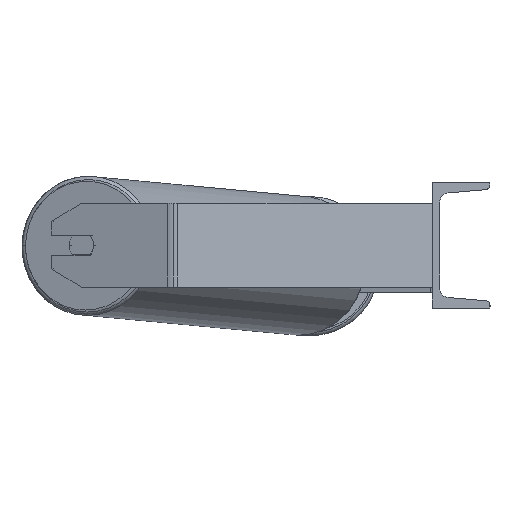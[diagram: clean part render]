
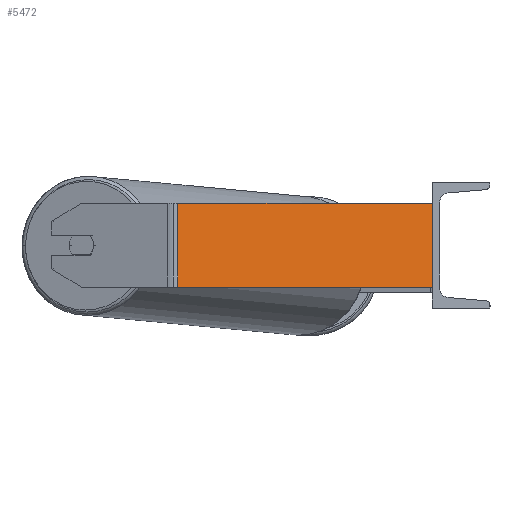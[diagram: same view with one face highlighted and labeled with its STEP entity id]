
A CAD part, left-side view. The second image highlights one B-rep face of the part: STEP entity #5472.
In plain terms, the highlighted planar face has unit normal (-0.966, -0.259, 0).
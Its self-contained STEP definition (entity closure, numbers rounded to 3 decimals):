
#285 = DIRECTION ( 'NONE',  ( 0., 0., -1. ) ) ;
#301 = DIRECTION ( 'NONE',  ( 0.966, 0.259, 0. ) ) ;
#490 = EDGE_CURVE ( 'NONE', #772, #1027, #8768, .T. ) ;
#772 = VERTEX_POINT ( 'NONE', #6144 ) ;
#802 = LINE ( 'NONE', #6436, #4785 ) ;
#1025 = LINE ( 'NONE', #8775, #2744 ) ;
#1027 = VERTEX_POINT ( 'NONE', #7201 ) ;
#1056 = DIRECTION ( 'NONE',  ( 0.259, -0.966, 0. ) ) ;
#1086 = EDGE_LOOP ( 'NONE', ( #7447, #3966, #6554, #5315 ) ) ;
#1707 = CARTESIAN_POINT ( 'NONE',  ( -951.431, 247.925, 40. ) ) ;
#2442 = CARTESIAN_POINT ( 'NONE',  ( -951.431, 247.925, 40. ) ) ;
#2490 = DIRECTION ( 'NONE',  ( 0., 0., -1. ) ) ;
#2537 = EDGE_CURVE ( 'NONE', #1027, #7093, #3990, .T. ) ;
#2744 = VECTOR ( 'NONE', #2490, 1000. ) ;
#3036 = EDGE_CURVE ( 'NONE', #6167, #7093, #802, .T. ) ;
#3299 = VECTOR ( 'NONE', #285, 1000. ) ;
#3679 = VECTOR ( 'NONE', #1056, 1000. ) ;
#3896 = CARTESIAN_POINT ( 'NONE',  ( -885., 0., 40. ) ) ;
#3966 = ORIENTED_EDGE ( 'NONE', *, *, #2537, .F. ) ;
#3990 = LINE ( 'NONE', #3896, #3299 ) ;
#4045 = AXIS2_PLACEMENT_3D ( 'NONE', #1707, #301, #5820 ) ;
#4785 = VECTOR ( 'NONE', #6774, 1000. ) ;
#5086 = CARTESIAN_POINT ( 'NONE',  ( -950.126, 243.052, -40. ) ) ;
#5315 = ORIENTED_EDGE ( 'NONE', *, *, #6324, .T. ) ;
#5472 = ADVANCED_FACE ( 'NONE', ( #6654 ), #8042, .F. ) ;
#5820 = DIRECTION ( 'NONE',  ( -0.259, 0.966, 0. ) ) ;
#6144 = CARTESIAN_POINT ( 'NONE',  ( -950.126, 243.052, 40. ) ) ;
#6167 = VERTEX_POINT ( 'NONE', #5086 ) ;
#6324 = EDGE_CURVE ( 'NONE', #772, #6167, #1025, .T. ) ;
#6436 = CARTESIAN_POINT ( 'NONE',  ( -951.431, 247.925, -40. ) ) ;
#6554 = ORIENTED_EDGE ( 'NONE', *, *, #490, .F. ) ;
#6654 = FACE_OUTER_BOUND ( 'NONE', #1086, .T. ) ;
#6774 = DIRECTION ( 'NONE',  ( 0.259, -0.966, 0. ) ) ;
#7093 = VERTEX_POINT ( 'NONE', #8184 ) ;
#7201 = CARTESIAN_POINT ( 'NONE',  ( -885., 0., 40. ) ) ;
#7447 = ORIENTED_EDGE ( 'NONE', *, *, #3036, .T. ) ;
#8042 = PLANE ( 'NONE',  #4045 ) ;
#8184 = CARTESIAN_POINT ( 'NONE',  ( -885., 0., -40. ) ) ;
#8768 = LINE ( 'NONE', #2442, #3679 ) ;
#8775 = CARTESIAN_POINT ( 'NONE',  ( -950.126, 243.052, 40. ) ) ;
